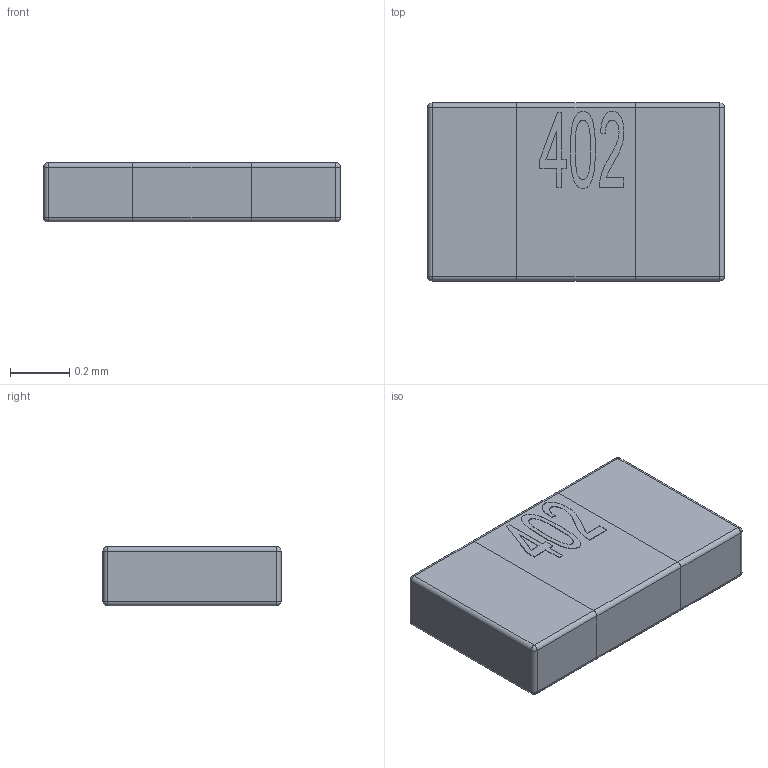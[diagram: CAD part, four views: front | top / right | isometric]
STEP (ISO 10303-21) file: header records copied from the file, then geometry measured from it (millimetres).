
FILE_DESCRIPTION(('FreeCAD Model'),'2;1');
FILE_NAME('SW3dPS-0402 SMD Capacitor.step','2016-07-08T11:54:44',('Author'),(''), 'Open CASCADE STEP processor 6.8','FreeCAD','Unknown');
FILE_SCHEMA(('AUTOMOTIVE_DESIGN_CC2 { 1 2 10303 214 -1 1 5 4 }'));
Length unit declared in the file: millimetre
Products named in the file (1): SW3dPS-0402_SMD_Capacitor
Bounding box: 1 x 0.6 x 0.2 mm (x, y, z)
Volume: 0.1 mm3; surface area: 1.8 mm2
Topology: 1 solids, 1 shells, 84 faces, 199 edges, 114 vertices
Faces by surface type: plane 37, cylinder 20, bspline 19, sphere 8
Entity records: 10045 total; most frequent: CARTESIAN_POINT 5939, DIRECTION 519, ORIENTED_EDGE 382, PCURVE 382, DEFINITIONAL_REPRESENTATION 382, LINE 323, VECTOR 323, B_SPLINE_CURVE_WITH_KNOTS 218
